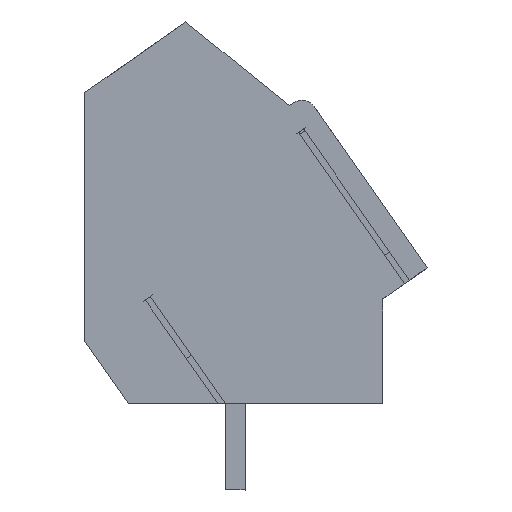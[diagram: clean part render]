
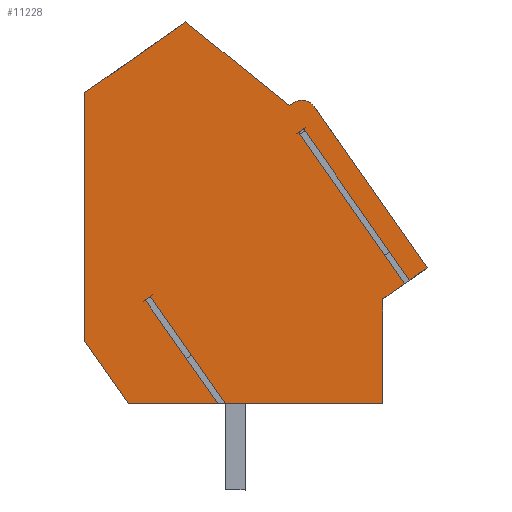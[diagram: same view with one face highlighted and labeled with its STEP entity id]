
A CAD part, left-side view. The second image highlights one B-rep face of the part: STEP entity #11228.
In plain terms, the highlighted planar face has unit normal (-1, 0, 0).
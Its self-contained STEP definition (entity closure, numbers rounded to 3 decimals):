
#9807=AXIS2_PLACEMENT_3D('Circle Axis2P3D',#9805,#9806,$) ;
#11168=AXIS2_PLACEMENT_3D('Plane Axis2P3D',#11165,#11166,#11167) ;
#9453=CARTESIAN_POINT('Vertex',(0.,1.8,3.5)) ;
#9456=CARTESIAN_POINT('Line Origine',(0.,4.996,3.5)) ;
#9460=CARTESIAN_POINT('Vertex',(0.,8.192,3.5)) ;
#9481=CARTESIAN_POINT('Vertex',(0.,8.496,3.5)) ;
#9484=CARTESIAN_POINT('Line Origine',(0.,10.312,3.5)) ;
#9488=CARTESIAN_POINT('Vertex',(0.,12.128,3.5)) ;
#9576=CARTESIAN_POINT('Line Origine',(0.,13.014,4.765)) ;
#9580=CARTESIAN_POINT('Vertex',(0.,13.9,6.03)) ;
#9601=CARTESIAN_POINT('Line Origine',(0.,13.9,11.081)) ;
#9605=CARTESIAN_POINT('Vertex',(0.,13.9,16.132)) ;
#9694=CARTESIAN_POINT('Line Origine',(0.,11.852,17.566)) ;
#9698=CARTESIAN_POINT('Vertex',(0.,9.804,19.)) ;
#9755=CARTESIAN_POINT('Line Origine',(0.,7.696,17.302)) ;
#9759=CARTESIAN_POINT('Vertex',(0.,5.588,15.604)) ;
#9780=CARTESIAN_POINT('Line Origine',(0.,5.506,15.662)) ;
#9784=CARTESIAN_POINT('Vertex',(0.,5.424,15.719)) ;
#9805=CARTESIAN_POINT('Axis2P3D Location',(0.,5.08,15.227)) ;
#9809=CARTESIAN_POINT('Vertex',(0.,4.589,15.572)) ;
#9830=CARTESIAN_POINT('Line Origine',(0.,2.294,12.295)) ;
#9834=CARTESIAN_POINT('Vertex',(0.,0.,9.018)) ;
#9923=CARTESIAN_POINT('Line Origine',(0.,0.358,8.767)) ;
#9927=CARTESIAN_POINT('Vertex',(0.,0.717,8.516)) ;
#9948=CARTESIAN_POINT('Vertex',(0.,0.921,8.373)) ;
#9951=CARTESIAN_POINT('Line Origine',(0.,1.361,8.066)) ;
#9955=CARTESIAN_POINT('Vertex',(0.,1.8,7.758)) ;
#11152=CARTESIAN_POINT('Line Origine',(0.,1.8,5.629)) ;
#11165=CARTESIAN_POINT('Axis2P3D Location',(0.,13.9,0.)) ;
#11170=CARTESIAN_POINT('Line Origine',(0.,9.972,5.608)) ;
#11174=CARTESIAN_POINT('Vertex',(0.,11.448,7.716)) ;
#11177=CARTESIAN_POINT('Line Origine',(0.,11.346,7.788)) ;
#11181=CARTESIAN_POINT('Vertex',(0.,11.244,7.859)) ;
#11184=CARTESIAN_POINT('Line Origine',(0.,9.718,5.68)) ;
#11189=CARTESIAN_POINT('Line Origine',(0.,3.072,11.445)) ;
#11193=CARTESIAN_POINT('Vertex',(0.,5.223,14.517)) ;
#11196=CARTESIAN_POINT('Line Origine',(0.,5.121,14.588)) ;
#11200=CARTESIAN_POINT('Vertex',(0.,5.019,14.66)) ;
#11203=CARTESIAN_POINT('Line Origine',(0.,2.868,11.588)) ;
#9457=DIRECTION('Vector Direction',(0.,1.,0.)) ;
#9485=DIRECTION('Vector Direction',(0.,1.,0.)) ;
#9577=DIRECTION('Vector Direction',(0.,0.574,0.819)) ;
#9602=DIRECTION('Vector Direction',(0.,0.,1.)) ;
#9695=DIRECTION('Vector Direction',(0.,-0.819,0.574)) ;
#9756=DIRECTION('Vector Direction',(0.,-0.779,-0.627)) ;
#9781=DIRECTION('Vector Direction',(0.,-0.819,0.574)) ;
#9806=DIRECTION('Axis2P3D Direction',(-1.,0.,0.)) ;
#9831=DIRECTION('Vector Direction',(0.,-0.574,-0.819)) ;
#9924=DIRECTION('Vector Direction',(0.,0.819,-0.574)) ;
#9952=DIRECTION('Vector Direction',(0.,0.819,-0.574)) ;
#11153=DIRECTION('Vector Direction',(0.,0.,-1.)) ;
#11166=DIRECTION('Axis2P3D Direction',(-1.,0.,0.)) ;
#11167=DIRECTION('Axis2P3D XDirection',(0.,-1.,0.)) ;
#11171=DIRECTION('Vector Direction',(0.,-0.574,-0.819)) ;
#11178=DIRECTION('Vector Direction',(0.,0.819,-0.574)) ;
#11185=DIRECTION('Vector Direction',(0.,-0.574,-0.819)) ;
#11190=DIRECTION('Vector Direction',(0.,-0.574,-0.819)) ;
#11197=DIRECTION('Vector Direction',(0.,0.819,-0.574)) ;
#11204=DIRECTION('Vector Direction',(0.,-0.574,-0.819)) ;
#9458=VECTOR('Line Direction',#9457,1.) ;
#9486=VECTOR('Line Direction',#9485,1.) ;
#9578=VECTOR('Line Direction',#9577,1.) ;
#9603=VECTOR('Line Direction',#9602,1.) ;
#9696=VECTOR('Line Direction',#9695,1.) ;
#9757=VECTOR('Line Direction',#9756,1.) ;
#9782=VECTOR('Line Direction',#9781,1.) ;
#9832=VECTOR('Line Direction',#9831,1.) ;
#9925=VECTOR('Line Direction',#9924,1.) ;
#9953=VECTOR('Line Direction',#9952,1.) ;
#11154=VECTOR('Line Direction',#11153,1.) ;
#11172=VECTOR('Line Direction',#11171,1.) ;
#11179=VECTOR('Line Direction',#11178,1.) ;
#11186=VECTOR('Line Direction',#11185,1.) ;
#11191=VECTOR('Line Direction',#11190,1.) ;
#11198=VECTOR('Line Direction',#11197,1.) ;
#11205=VECTOR('Line Direction',#11204,1.) ;
#11209=ORIENTED_EDGE('',*,*,#9929,.T.) ;
#11210=ORIENTED_EDGE('',*,*,#9836,.T.) ;
#11211=ORIENTED_EDGE('',*,*,#9811,.T.) ;
#11212=ORIENTED_EDGE('',*,*,#9786,.T.) ;
#11213=ORIENTED_EDGE('',*,*,#9761,.T.) ;
#11214=ORIENTED_EDGE('',*,*,#9700,.T.) ;
#11215=ORIENTED_EDGE('',*,*,#9607,.T.) ;
#11216=ORIENTED_EDGE('',*,*,#9582,.T.) ;
#11217=ORIENTED_EDGE('',*,*,#9490,.T.) ;
#11218=ORIENTED_EDGE('',*,*,#11176,.F.) ;
#11219=ORIENTED_EDGE('',*,*,#11183,.F.) ;
#11220=ORIENTED_EDGE('',*,*,#11188,.T.) ;
#11221=ORIENTED_EDGE('',*,*,#9462,.T.) ;
#11222=ORIENTED_EDGE('',*,*,#11156,.T.) ;
#11223=ORIENTED_EDGE('',*,*,#9957,.T.) ;
#11224=ORIENTED_EDGE('',*,*,#11195,.F.) ;
#11225=ORIENTED_EDGE('',*,*,#11202,.F.) ;
#11226=ORIENTED_EDGE('',*,*,#11207,.T.) ;
#11228=ADVANCED_FACE('HOUSING',(#11227),#11169,.T.) ;
#9808=CIRCLE('generated circle',#9807,0.6) ;
#9462=EDGE_CURVE('',#9461,#9454,#9459,.F.) ;
#9490=EDGE_CURVE('',#9489,#9482,#9487,.F.) ;
#9582=EDGE_CURVE('',#9581,#9489,#9579,.F.) ;
#9607=EDGE_CURVE('',#9606,#9581,#9604,.F.) ;
#9700=EDGE_CURVE('',#9699,#9606,#9697,.F.) ;
#9761=EDGE_CURVE('',#9760,#9699,#9758,.F.) ;
#9786=EDGE_CURVE('',#9785,#9760,#9783,.F.) ;
#9811=EDGE_CURVE('',#9810,#9785,#9808,.T.) ;
#9836=EDGE_CURVE('',#9835,#9810,#9833,.F.) ;
#9929=EDGE_CURVE('',#9928,#9835,#9926,.F.) ;
#9957=EDGE_CURVE('',#9956,#9949,#9954,.F.) ;
#11156=EDGE_CURVE('',#9454,#9956,#11155,.F.) ;
#11176=EDGE_CURVE('',#11175,#9482,#11173,.T.) ;
#11183=EDGE_CURVE('',#11182,#11175,#11180,.T.) ;
#11188=EDGE_CURVE('',#11182,#9461,#11187,.T.) ;
#11195=EDGE_CURVE('',#11194,#9949,#11192,.T.) ;
#11202=EDGE_CURVE('',#11201,#11194,#11199,.T.) ;
#11207=EDGE_CURVE('',#11201,#9928,#11206,.T.) ;
#11208=EDGE_LOOP('',(#11209,#11210,#11211,#11212,#11213,#11214,#11215,#11216,#11217,#11218,#11219,#11220,#11221,#11222,#11223,#11224,#11225,#11226)) ;
#11227=FACE_OUTER_BOUND('',#11208,.T.) ;
#9459=LINE('Line',#9456,#9458) ;
#9487=LINE('Line',#9484,#9486) ;
#9579=LINE('Line',#9576,#9578) ;
#9604=LINE('Line',#9601,#9603) ;
#9697=LINE('Line',#9694,#9696) ;
#9758=LINE('Line',#9755,#9757) ;
#9783=LINE('Line',#9780,#9782) ;
#9833=LINE('Line',#9830,#9832) ;
#9926=LINE('Line',#9923,#9925) ;
#9954=LINE('Line',#9951,#9953) ;
#11155=LINE('Line',#11152,#11154) ;
#11173=LINE('Line',#11170,#11172) ;
#11180=LINE('Line',#11177,#11179) ;
#11187=LINE('Line',#11184,#11186) ;
#11192=LINE('Line',#11189,#11191) ;
#11199=LINE('Line',#11196,#11198) ;
#11206=LINE('Line',#11203,#11205) ;
#11169=PLANE('',#11168) ;
#9454=VERTEX_POINT('',#9453) ;
#9461=VERTEX_POINT('',#9460) ;
#9482=VERTEX_POINT('',#9481) ;
#9489=VERTEX_POINT('',#9488) ;
#9581=VERTEX_POINT('',#9580) ;
#9606=VERTEX_POINT('',#9605) ;
#9699=VERTEX_POINT('',#9698) ;
#9760=VERTEX_POINT('',#9759) ;
#9785=VERTEX_POINT('',#9784) ;
#9810=VERTEX_POINT('',#9809) ;
#9835=VERTEX_POINT('',#9834) ;
#9928=VERTEX_POINT('',#9927) ;
#9949=VERTEX_POINT('',#9948) ;
#9956=VERTEX_POINT('',#9955) ;
#11175=VERTEX_POINT('',#11174) ;
#11182=VERTEX_POINT('',#11181) ;
#11194=VERTEX_POINT('',#11193) ;
#11201=VERTEX_POINT('',#11200) ;
